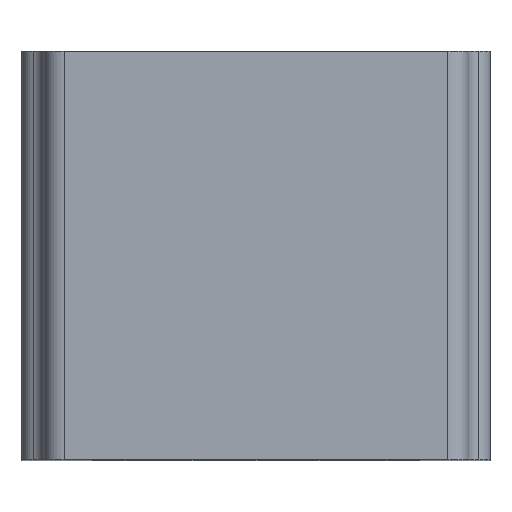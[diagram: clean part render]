
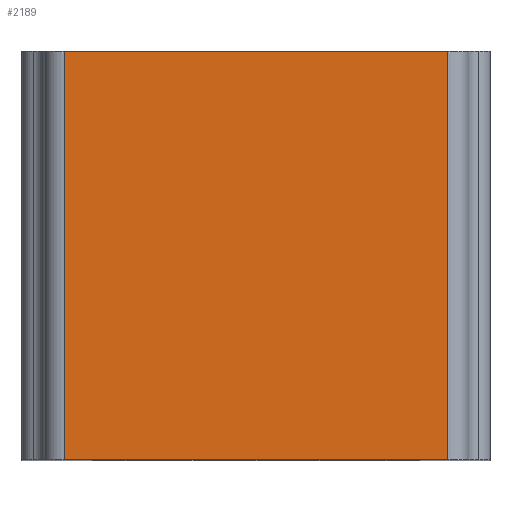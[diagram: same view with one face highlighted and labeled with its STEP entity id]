
A CAD part, top view. The second image highlights one B-rep face of the part: STEP entity #2189.
In plain terms, the highlighted planar face has unit normal (0, 0, 1).
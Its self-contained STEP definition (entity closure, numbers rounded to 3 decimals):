
#572 = PLANE('',#573);
#573 = AXIS2_PLACEMENT_3D('',#574,#575,#576);
#574 = CARTESIAN_POINT('',(0.,-5.156,
    -0.039));
#575 = DIRECTION('',(0.,1.,0.));
#576 = DIRECTION('',(0.,0.,1.));
#626 = PLANE('',#627);
#627 = AXIS2_PLACEMENT_3D('',#628,#629,#630);
#628 = CARTESIAN_POINT('',(0.,5.156,
    -0.039));
#629 = DIRECTION('',(0.,1.,0.));
#630 = DIRECTION('',(0.,0.,1.));
#1481 = VERTEX_POINT('',#1482);
#1482 = CARTESIAN_POINT('',(4.839,-5.156,8.331));
#1497 = CYLINDRICAL_SURFACE('',#1498,0.508);
#1498 = AXIS2_PLACEMENT_3D('',#1499,#1500,#1501);
#1499 = CARTESIAN_POINT('',(4.839,-5.156,7.823));
#1500 = DIRECTION('',(0.,1.,0.));
#1501 = DIRECTION('',(0.707,0.,0.707));
#1509 = EDGE_CURVE('',#1510,#1481,#1512,.T.);
#1510 = VERTEX_POINT('',#1511);
#1511 = CARTESIAN_POINT('',(-4.839,-5.156,8.331));
#1512 = SURFACE_CURVE('',#1513,(#1517,#1524),.PCURVE_S1.);
#1513 = LINE('',#1514,#1515);
#1514 = CARTESIAN_POINT('',(-5.347,-5.156,8.331));
#1515 = VECTOR('',#1516,1.);
#1516 = DIRECTION('',(1.,0.,0.));
#1517 = PCURVE('',#572,#1518);
#1518 = DEFINITIONAL_REPRESENTATION('',(#1519),#1523);
#1519 = LINE('',#1520,#1521);
#1520 = CARTESIAN_POINT('',(8.37,-5.347));
#1521 = VECTOR('',#1522,1.);
#1522 = DIRECTION('',(0.,1.));
#1523 = ( GEOMETRIC_REPRESENTATION_CONTEXT(2) 
PARAMETRIC_REPRESENTATION_CONTEXT() REPRESENTATION_CONTEXT('2D SPACE',''
  ) );
#1524 = PCURVE('',#1525,#1530);
#1525 = PLANE('',#1526);
#1526 = AXIS2_PLACEMENT_3D('',#1527,#1528,#1529);
#1527 = CARTESIAN_POINT('',(5.347,-5.156,8.331));
#1528 = DIRECTION('',(0.,0.,1.));
#1529 = DIRECTION('',(1.,0.,0.));
#1530 = DEFINITIONAL_REPRESENTATION('',(#1531),#1535);
#1531 = LINE('',#1532,#1533);
#1532 = CARTESIAN_POINT('',(-10.693,0.));
#1533 = VECTOR('',#1534,1.);
#1534 = DIRECTION('',(1.,0.));
#1535 = ( GEOMETRIC_REPRESENTATION_CONTEXT(2) 
PARAMETRIC_REPRESENTATION_CONTEXT() REPRESENTATION_CONTEXT('2D SPACE',''
  ) );
#1554 = CYLINDRICAL_SURFACE('',#1555,0.508);
#1555 = AXIS2_PLACEMENT_3D('',#1556,#1557,#1558);
#1556 = CARTESIAN_POINT('',(-4.839,-5.156,7.823));
#1557 = DIRECTION('',(0.,1.,0.));
#1558 = DIRECTION('',(-0.707,0.,0.707));
#2140 = VERTEX_POINT('',#2141);
#2141 = CARTESIAN_POINT('',(-4.839,5.156,8.331));
#2169 = EDGE_CURVE('',#1510,#2140,#2170,.T.);
#2170 = SURFACE_CURVE('',#2171,(#2175,#2182),.PCURVE_S1.);
#2171 = LINE('',#2172,#2173);
#2172 = CARTESIAN_POINT('',(-4.839,-5.156,8.331));
#2173 = VECTOR('',#2174,1.);
#2174 = DIRECTION('',(0.,1.,0.));
#2175 = PCURVE('',#1554,#2176);
#2176 = DEFINITIONAL_REPRESENTATION('',(#2177),#2181);
#2177 = LINE('',#2178,#2179);
#2178 = CARTESIAN_POINT('',(0.785,0.));
#2179 = VECTOR('',#2180,1.);
#2180 = DIRECTION('',(0.,1.));
#2181 = ( GEOMETRIC_REPRESENTATION_CONTEXT(2) 
PARAMETRIC_REPRESENTATION_CONTEXT() REPRESENTATION_CONTEXT('2D SPACE',''
  ) );
#2182 = PCURVE('',#1525,#2183);
#2183 = DEFINITIONAL_REPRESENTATION('',(#2184),#2188);
#2184 = LINE('',#2185,#2186);
#2185 = CARTESIAN_POINT('',(-10.185,0.));
#2186 = VECTOR('',#2187,1.);
#2187 = DIRECTION('',(0.,1.));
#2188 = ( GEOMETRIC_REPRESENTATION_CONTEXT(2) 
PARAMETRIC_REPRESENTATION_CONTEXT() REPRESENTATION_CONTEXT('2D SPACE',''
  ) );
#2189 = ADVANCED_FACE('',(#2190),#1525,.T.);
#2190 = FACE_BOUND('',#2191,.T.);
#2191 = EDGE_LOOP('',(#2192,#2193,#2194,#2217));
#2192 = ORIENTED_EDGE('',*,*,#2169,.F.);
#2193 = ORIENTED_EDGE('',*,*,#1509,.T.);
#2194 = ORIENTED_EDGE('',*,*,#2195,.F.);
#2195 = EDGE_CURVE('',#2196,#1481,#2198,.T.);
#2196 = VERTEX_POINT('',#2197);
#2197 = CARTESIAN_POINT('',(4.839,5.156,8.331));
#2198 = SURFACE_CURVE('',#2199,(#2203,#2210),.PCURVE_S1.);
#2199 = LINE('',#2200,#2201);
#2200 = CARTESIAN_POINT('',(4.839,-5.156,8.331));
#2201 = VECTOR('',#2202,1.);
#2202 = DIRECTION('',(0.,-1.,0.));
#2203 = PCURVE('',#1525,#2204);
#2204 = DEFINITIONAL_REPRESENTATION('',(#2205),#2209);
#2205 = LINE('',#2206,#2207);
#2206 = CARTESIAN_POINT('',(-0.508,0.));
#2207 = VECTOR('',#2208,1.);
#2208 = DIRECTION('',(0.,-1.));
#2209 = ( GEOMETRIC_REPRESENTATION_CONTEXT(2) 
PARAMETRIC_REPRESENTATION_CONTEXT() REPRESENTATION_CONTEXT('2D SPACE',''
  ) );
#2210 = PCURVE('',#1497,#2211);
#2211 = DEFINITIONAL_REPRESENTATION('',(#2212),#2216);
#2212 = LINE('',#2213,#2214);
#2213 = CARTESIAN_POINT('',(5.498,0.));
#2214 = VECTOR('',#2215,1.);
#2215 = DIRECTION('',(0.,-1.));
#2216 = ( GEOMETRIC_REPRESENTATION_CONTEXT(2) 
PARAMETRIC_REPRESENTATION_CONTEXT() REPRESENTATION_CONTEXT('2D SPACE',''
  ) );
#2217 = ORIENTED_EDGE('',*,*,#2218,.T.);
#2218 = EDGE_CURVE('',#2196,#2140,#2219,.T.);
#2219 = SURFACE_CURVE('',#2220,(#2224,#2231),.PCURVE_S1.);
#2220 = LINE('',#2221,#2222);
#2221 = CARTESIAN_POINT('',(-5.347,5.156,8.331));
#2222 = VECTOR('',#2223,1.);
#2223 = DIRECTION('',(-1.,0.,0.));
#2224 = PCURVE('',#1525,#2225);
#2225 = DEFINITIONAL_REPRESENTATION('',(#2226),#2230);
#2226 = LINE('',#2227,#2228);
#2227 = CARTESIAN_POINT('',(-10.693,10.312));
#2228 = VECTOR('',#2229,1.);
#2229 = DIRECTION('',(-1.,0.));
#2230 = ( GEOMETRIC_REPRESENTATION_CONTEXT(2) 
PARAMETRIC_REPRESENTATION_CONTEXT() REPRESENTATION_CONTEXT('2D SPACE',''
  ) );
#2231 = PCURVE('',#626,#2232);
#2232 = DEFINITIONAL_REPRESENTATION('',(#2233),#2237);
#2233 = LINE('',#2234,#2235);
#2234 = CARTESIAN_POINT('',(8.37,-5.347));
#2235 = VECTOR('',#2236,1.);
#2236 = DIRECTION('',(0.,-1.));
#2237 = ( GEOMETRIC_REPRESENTATION_CONTEXT(2) 
PARAMETRIC_REPRESENTATION_CONTEXT() REPRESENTATION_CONTEXT('2D SPACE',''
  ) );
